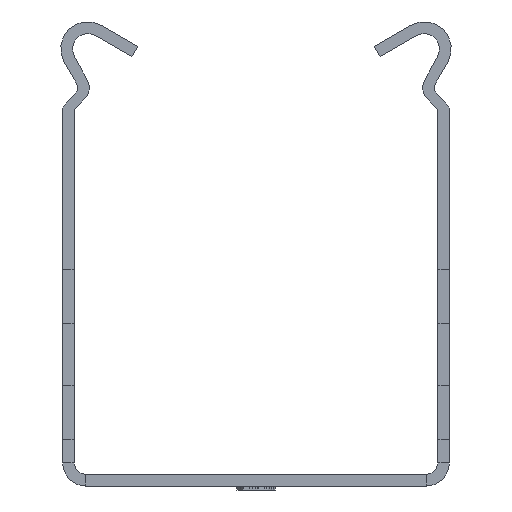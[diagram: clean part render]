
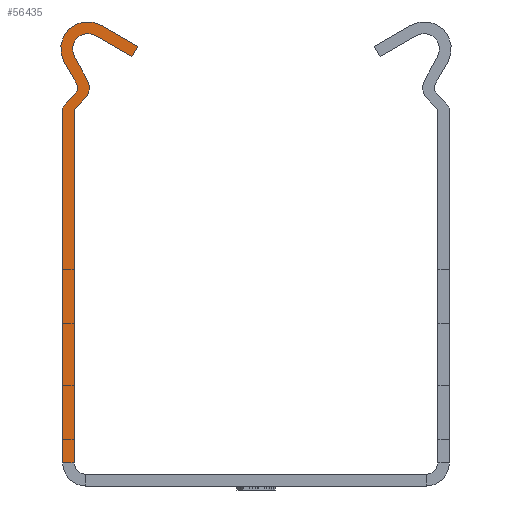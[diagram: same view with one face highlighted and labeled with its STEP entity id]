
A CAD part, front view. The second image highlights one B-rep face of the part: STEP entity #56435.
In plain terms, the highlighted planar face has unit normal (0, -1, 0).
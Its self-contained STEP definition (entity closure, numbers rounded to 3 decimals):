
#3572=CIRCLE('',#61590,3.5);
#3574=CIRCLE('',#61594,1.);
#3576=CIRCLE('',#61598,1.6);
#3578=CIRCLE('',#61601,0.6);
#3580=CIRCLE('',#61605,2.);
#3582=CIRCLE('',#61609,2.);
#7514=FACE_OUTER_BOUND('',#10843,.T.);
#10843=EDGE_LOOP('',(#49515,#49516,#49517,#49518,#49519,#49520,#49521,#49522,
#49523,#49524,#49525,#49526,#49527,#49528,#49529,#49530));
#17009=LINE('',#93574,#22632);
#17013=LINE('',#93582,#22636);
#17017=LINE('',#93594,#22640);
#17021=LINE('',#93606,#22644);
#17027=LINE('',#93627,#22650);
#17031=LINE('',#93639,#22654);
#17035=LINE('',#93650,#22658);
#17066=LINE('',#93741,#22689);
#17067=LINE('',#93742,#22690);
#17068=LINE('',#93743,#22691);
#22632=VECTOR('',#77442,10.);
#22636=VECTOR('',#77448,10.);
#22640=VECTOR('',#77460,10.);
#22644=VECTOR('',#77472,10.);
#22650=VECTOR('',#77492,10.);
#22654=VECTOR('',#77504,10.);
#22658=VECTOR('',#77516,10.);
#22689=VECTOR('',#77605,10.);
#22690=VECTOR('',#77606,10.);
#22691=VECTOR('',#77607,10.);
#27946=VERTEX_POINT('',#93572);
#27947=VERTEX_POINT('',#93573);
#27950=VERTEX_POINT('',#93581);
#27952=VERTEX_POINT('',#93587);
#27954=VERTEX_POINT('',#93593);
#27956=VERTEX_POINT('',#93599);
#27958=VERTEX_POINT('',#93605);
#27960=VERTEX_POINT('',#93611);
#27962=VERTEX_POINT('',#93617);
#27963=VERTEX_POINT('',#93618);
#27966=VERTEX_POINT('',#93626);
#27968=VERTEX_POINT('',#93632);
#27970=VERTEX_POINT('',#93638);
#27972=VERTEX_POINT('',#93644);
#28003=VERTEX_POINT('',#93735);
#28004=VERTEX_POINT('',#93740);
#35911=EDGE_CURVE('',#27946,#27947,#17009,.T.);
#35915=EDGE_CURVE('',#27947,#27950,#17013,.T.);
#35918=EDGE_CURVE('',#27950,#27952,#3572,.T.);
#35921=EDGE_CURVE('',#27952,#27954,#17017,.T.);
#35924=EDGE_CURVE('',#27954,#27956,#3574,.T.);
#35927=EDGE_CURVE('',#27956,#27958,#17021,.T.);
#35930=EDGE_CURVE('',#27958,#27960,#3576,.T.);
#35933=EDGE_CURVE('',#27962,#27963,#3578,.T.);
#35937=EDGE_CURVE('',#27963,#27966,#17027,.T.);
#35940=EDGE_CURVE('',#27966,#27968,#3580,.T.);
#35943=EDGE_CURVE('',#27968,#27970,#17031,.T.);
#35946=EDGE_CURVE('',#27970,#27972,#3582,.T.);
#35949=EDGE_CURVE('',#27972,#27946,#17035,.T.);
#35994=EDGE_CURVE('',#28003,#28004,#17066,.T.);
#35995=EDGE_CURVE('',#28004,#27962,#17067,.T.);
#35996=EDGE_CURVE('',#27960,#28003,#17068,.T.);
#49515=ORIENTED_EDGE('',*,*,#35994,.T.);
#49516=ORIENTED_EDGE('',*,*,#35995,.T.);
#49517=ORIENTED_EDGE('',*,*,#35933,.T.);
#49518=ORIENTED_EDGE('',*,*,#35937,.T.);
#49519=ORIENTED_EDGE('',*,*,#35940,.T.);
#49520=ORIENTED_EDGE('',*,*,#35943,.T.);
#49521=ORIENTED_EDGE('',*,*,#35946,.T.);
#49522=ORIENTED_EDGE('',*,*,#35949,.T.);
#49523=ORIENTED_EDGE('',*,*,#35911,.T.);
#49524=ORIENTED_EDGE('',*,*,#35915,.T.);
#49525=ORIENTED_EDGE('',*,*,#35918,.T.);
#49526=ORIENTED_EDGE('',*,*,#35921,.T.);
#49527=ORIENTED_EDGE('',*,*,#35924,.T.);
#49528=ORIENTED_EDGE('',*,*,#35927,.T.);
#49529=ORIENTED_EDGE('',*,*,#35930,.T.);
#49530=ORIENTED_EDGE('',*,*,#35996,.T.);
#53633=PLANE('',#61640);
#56435=ADVANCED_FACE('',(#7514),#53633,.T.);
#61590=AXIS2_PLACEMENT_3D('',#93588,#77453,#77454);
#61594=AXIS2_PLACEMENT_3D('',#93600,#77465,#77466);
#61598=AXIS2_PLACEMENT_3D('',#93612,#77477,#77478);
#61601=AXIS2_PLACEMENT_3D('',#93619,#77484,#77485);
#61605=AXIS2_PLACEMENT_3D('',#93633,#77497,#77498);
#61609=AXIS2_PLACEMENT_3D('',#93645,#77509,#77510);
#61640=AXIS2_PLACEMENT_3D('',#93739,#77603,#77604);
#77442=DIRECTION('',(0.5,0.,0.866));
#77448=DIRECTION('',(-0.866,0.,0.5));
#77453=DIRECTION('center_axis',(0.,-1.,0.));
#77454=DIRECTION('ref_axis',(0.5,0.,0.866));
#77460=DIRECTION('',(0.5,0.,-0.866));
#77465=DIRECTION('center_axis',(0.,1.,0.));
#77466=DIRECTION('ref_axis',(-0.707,0.,0.707));
#77472=DIRECTION('',(-0.707,0.,-0.707));
#77477=DIRECTION('center_axis',(0.,-1.,0.));
#77478=DIRECTION('ref_axis',(-0.707,0.,0.707));
#77484=DIRECTION('center_axis',(0.,1.,0.));
#77485=DIRECTION('ref_axis',(0.707,0.,-0.707));
#77492=DIRECTION('',(0.707,0.,0.707));
#77497=DIRECTION('center_axis',(0.,-1.,0.));
#77498=DIRECTION('ref_axis',(0.707,0.,-0.707));
#77504=DIRECTION('',(-0.483,0.,0.875));
#77509=DIRECTION('center_axis',(0.,1.,0.));
#77510=DIRECTION('ref_axis',(-0.5,0.,-0.866));
#77516=DIRECTION('',(0.866,0.,-0.5));
#77603=DIRECTION('center_axis',(0.,-1.,0.));
#77604=DIRECTION('ref_axis',(-1.,0.,0.));
#77605=DIRECTION('',(1.,0.,0.));
#77606=DIRECTION('',(0.,0.,1.));
#77607=DIRECTION('',(0.,0.,-1.));
#93572=CARTESIAN_POINT('',(-16.027,0.,55.516));
#93573=CARTESIAN_POINT('',(-15.277,0.,56.815));
#93574=CARTESIAN_POINT('',(-16.027,0.,55.516));
#93581=CARTESIAN_POINT('',(-19.983,0.,59.531));
#93582=CARTESIAN_POINT('',(-15.277,0.,56.815));
#93587=CARTESIAN_POINT('',(-24.764,0.,54.75));
#93588=CARTESIAN_POINT('Origin',(-21.733,0.,
56.5));
#93593=CARTESIAN_POINT('',(-23.147,0.,51.951));
#93594=CARTESIAN_POINT('',(-24.764,0.,54.75));
#93599=CARTESIAN_POINT('',(-23.306,0.,50.744));
#93600=CARTESIAN_POINT('Origin',(-24.013,0.,51.451));
#93605=CARTESIAN_POINT('',(-24.531,0.,49.518));
#93606=CARTESIAN_POINT('',(-23.306,0.,50.744));
#93611=CARTESIAN_POINT('',(-25.,0.,48.387));
#93612=CARTESIAN_POINT('Origin',(-23.4,0.,
48.387));
#93617=CARTESIAN_POINT('',(-23.5,0.,48.387));
#93618=CARTESIAN_POINT('',(-23.324,0.,48.811));
#93619=CARTESIAN_POINT('Origin',(-22.9,0.,
48.387));
#93626=CARTESIAN_POINT('',(-22.099,0.,50.036));
#93627=CARTESIAN_POINT('',(-23.324,0.,48.811));
#93632=CARTESIAN_POINT('',(-21.781,0.,52.451));
#93633=CARTESIAN_POINT('Origin',(-23.513,0.,
51.451));
#93638=CARTESIAN_POINT('',(-23.465,0.,55.5));
#93639=CARTESIAN_POINT('',(-21.781,0.,52.451));
#93644=CARTESIAN_POINT('',(-20.733,0.,58.232));
#93645=CARTESIAN_POINT('Origin',(-21.733,0.,
56.5));
#93650=CARTESIAN_POINT('',(-20.733,0.,58.232));
#93735=CARTESIAN_POINT('',(-25.,0.,3.));
#93739=CARTESIAN_POINT('Origin',(-23.5,0.,3.));
#93740=CARTESIAN_POINT('',(-23.5,0.,3.));
#93741=CARTESIAN_POINT('',(-23.83,0.,3.));
#93742=CARTESIAN_POINT('',(-23.5,0.,-0.393));
#93743=CARTESIAN_POINT('',(-25.,0.,-0.393));
